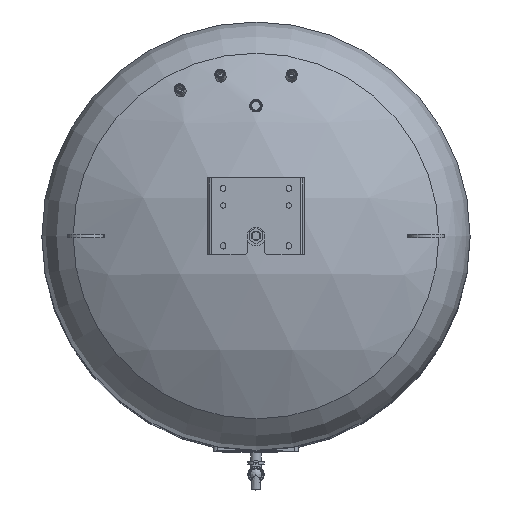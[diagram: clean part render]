
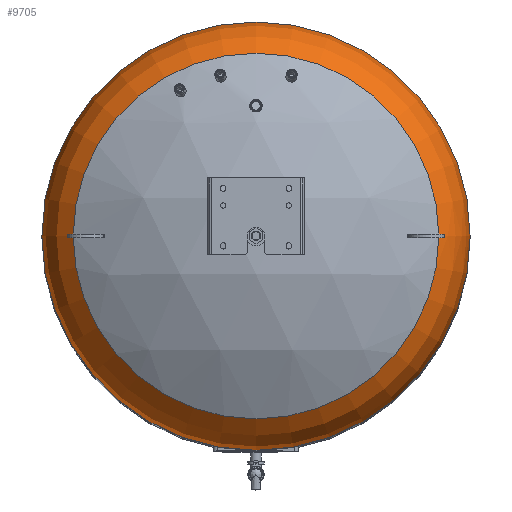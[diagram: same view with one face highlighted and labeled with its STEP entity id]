
A CAD part, top view. The second image highlights one B-rep face of the part: STEP entity #9705.
In plain terms, the highlighted toroidal (fillet/blend) face has major radius 254.5 mm and minor radius 115.5 mm.
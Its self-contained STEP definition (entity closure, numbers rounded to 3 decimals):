
#73=TOROIDAL_SURFACE($,#10576,254.5,115.5);
#1885=FACE_BOUND($,#3171,.T.);
#2516=FACE_OUTER_BOUND($,#3170,.T.);
#3170=EDGE_LOOP($,(#7807));
#3171=EDGE_LOOP($,(#7808));
#3828=CIRCLE($,#10571,315.931);
#3829=CIRCLE($,#10577,370.);
#4575=VERTEX_POINT($,#15710);
#4584=VERTEX_POINT($,#16253);
#5734=EDGE_CURVE($,#4575,#4575,#3828,.T.);
#5743=EDGE_CURVE($,#4584,#4584,#3829,.T.);
#7807=ORIENTED_EDGE($,*,*,#5743,.F.);
#7808=ORIENTED_EDGE($,*,*,#5734,.T.);
#9705=ADVANCED_FACE($,(#2516,#1885),#73,.T.);
#10571=AXIS2_PLACEMENT_3D($,#15711,#12646,#12647);
#10576=AXIS2_PLACEMENT_3D($,#16252,#12656,#12657);
#10577=AXIS2_PLACEMENT_3D($,#16254,#12658,#12659);
#12646=DIRECTION('center_axis',(0.,0.,
-1.));
#12647=DIRECTION('ref_axis',(1.,0.,0.));
#12656=DIRECTION('center_axis',(0.,0.,
-1.));
#12657=DIRECTION('ref_axis',(0.,-1.,0.));
#12658=DIRECTION('center_axis',(0.,0.,
-1.));
#12659=DIRECTION('ref_axis',(1.,0.,0.));
#15710=CARTESIAN_POINT('',(315.931,0.,2056.014));
#15711=CARTESIAN_POINT('Origin',(0.,0.,2056.014));
#16252=CARTESIAN_POINT('Origin',(0.,0.,1958.206));
#16253=CARTESIAN_POINT('',(370.,0.,1958.206));
#16254=CARTESIAN_POINT('Origin',(0.,0.,1958.206));
